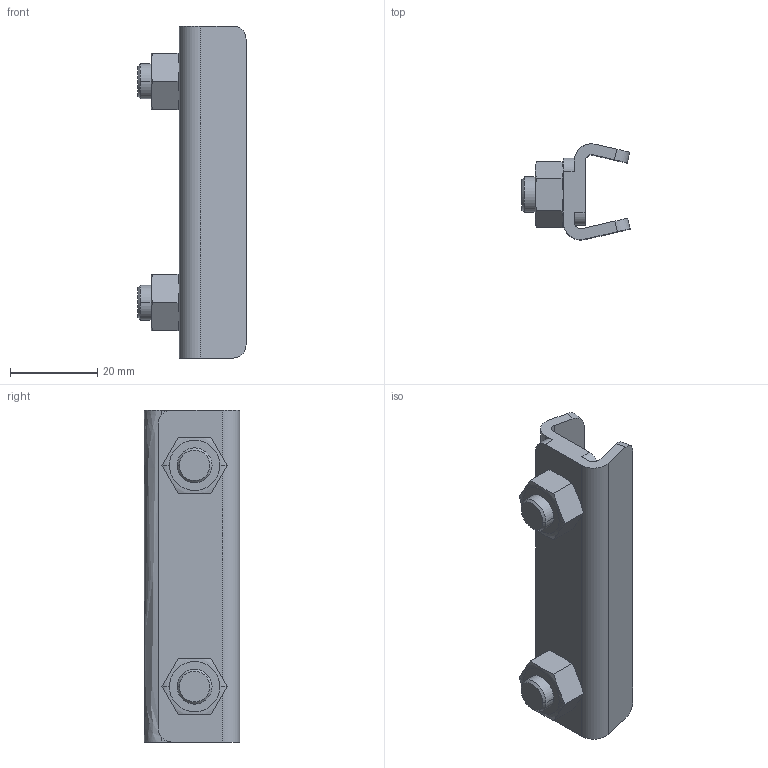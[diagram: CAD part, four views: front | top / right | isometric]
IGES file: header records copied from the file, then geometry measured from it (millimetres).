
Start section:  PTC IGES file: s0902656041n.igs
Global section: file name: s0902656041n.igs; native system: Pro/ENGINEER by Parametric Technology Corporation; preprocessor: 2010020; author: RCRU51; organization: Rex Nord Marbet spa; date: 20110914.165827; units: millimetre
Bounding box: 24.8 x 21.98 x 76.2 mm (x, y, z)
Volume: 13191.3 mm3; surface area: 8451 mm2
Topology: 1 solids, 1 shells, 61 faces, 151 edges, 96 vertices
Faces by surface type: bspline 33, revolution 28
